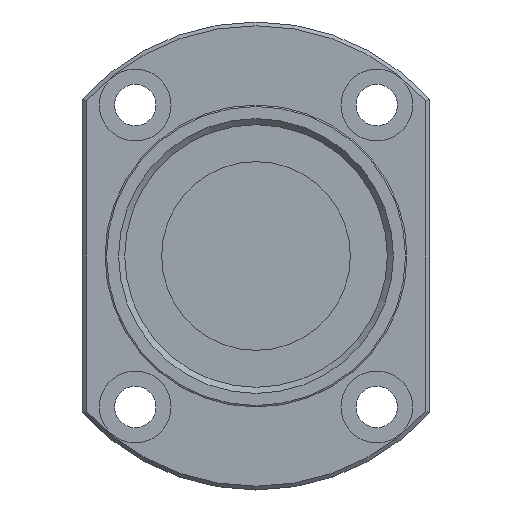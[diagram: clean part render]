
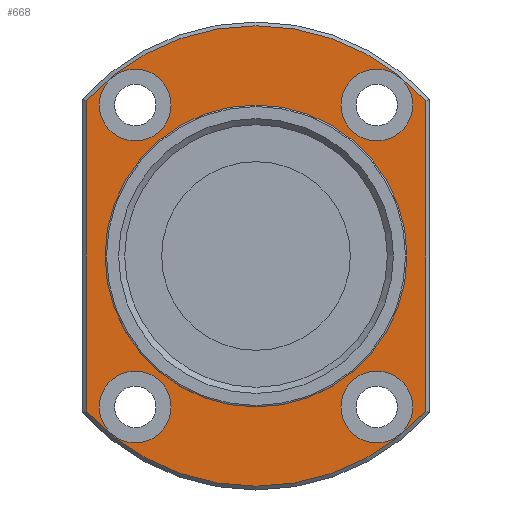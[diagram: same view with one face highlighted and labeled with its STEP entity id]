
A CAD part, front view. The second image highlights one B-rep face of the part: STEP entity #668.
In plain terms, the highlighted planar face has unit normal (0, -1, 0).
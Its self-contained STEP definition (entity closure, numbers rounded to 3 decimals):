
#177=CARTESIAN_POINT('',(-22.5,-29.5,-20.591));
#178=VERTEX_POINT('',#177);
#185=CARTESIAN_POINT('',(-22.5,-29.5,20.591));
#186=VERTEX_POINT('',#185);
#187=CARTESIAN_POINT('',(-22.5,-29.5,-20.591));
#188=DIRECTION('',(0.0,0.0,1.0));
#189=VECTOR('',#188,41.183);
#190=LINE('',#187,#189);
#191=EDGE_CURVE('',#178,#186,#190,.T.);
#209=CARTESIAN_POINT('',(22.5,-29.5,20.591));
#210=VERTEX_POINT('',#209);
#211=CARTESIAN_POINT('',(0.0,-29.5,0.0));
#212=DIRECTION('',(0.0,-1.0,0.0));
#213=DIRECTION('',(1.0,0.0,0.0));
#214=AXIS2_PLACEMENT_3D('',#211,#212,#213);
#215=CIRCLE('',#214,30.5);
#216=EDGE_CURVE('',#210,#186,#215,.T.);
#326=CARTESIAN_POINT('',(22.5,-29.5,-20.591));
#327=VERTEX_POINT('',#326);
#328=CARTESIAN_POINT('',(22.5,-29.5,20.591));
#329=DIRECTION('',(0.0,0.0,-1.0));
#330=VECTOR('',#329,41.183);
#331=LINE('',#328,#330);
#332=EDGE_CURVE('',#210,#327,#331,.T.);
#377=CARTESIAN_POINT('',(-11.25,-29.5,-20.));
#378=VERTEX_POINT('',#377);
#379=CARTESIAN_POINT('',(-16.,-29.5,-20.));
#380=DIRECTION('',(0.0,1.0,0.0));
#381=DIRECTION('',(1.0,0.0,0.0));
#382=AXIS2_PLACEMENT_3D('',#379,#380,#381);
#383=CIRCLE('',#382,4.75);
#384=EDGE_CURVE('',#378,#378,#383,.T.);
#445=CARTESIAN_POINT('',(20.75,-29.5,-20.));
#446=VERTEX_POINT('',#445);
#447=CARTESIAN_POINT('',(16.,-29.5,-20.));
#448=DIRECTION('',(0.0,1.0,0.0));
#449=DIRECTION('',(1.0,0.0,0.0));
#450=AXIS2_PLACEMENT_3D('',#447,#448,#449);
#451=CIRCLE('',#450,4.75);
#452=EDGE_CURVE('',#446,#446,#451,.T.);
#513=CARTESIAN_POINT('',(20.75,-29.5,20.));
#514=VERTEX_POINT('',#513);
#515=CARTESIAN_POINT('',(16.,-29.5,20.));
#516=DIRECTION('',(0.0,1.0,0.0));
#517=DIRECTION('',(1.0,0.0,0.0));
#518=AXIS2_PLACEMENT_3D('',#515,#516,#517);
#519=CIRCLE('',#518,4.75);
#520=EDGE_CURVE('',#514,#514,#519,.T.);
#581=CARTESIAN_POINT('',(-11.25,-29.5,20.));
#582=VERTEX_POINT('',#581);
#583=CARTESIAN_POINT('',(-16.,-29.5,20.));
#584=DIRECTION('',(0.0,1.0,0.0));
#585=DIRECTION('',(1.0,0.0,0.0));
#586=AXIS2_PLACEMENT_3D('',#583,#584,#585);
#587=CIRCLE('',#586,4.75);
#588=EDGE_CURVE('',#582,#582,#587,.T.);
#628=CARTESIAN_POINT('',(25.25,-29.5,0.0));
#629=DIRECTION('',(0.0,-1.0,0.0));
#630=DIRECTION('',(0.0,0.0,-1.0));
#631=AXIS2_PLACEMENT_3D('',#628,#629,#630);
#632=PLANE('',#631);
#633=ORIENTED_EDGE('',*,*,#191,.F.);
#634=CARTESIAN_POINT('',(0.0,-29.5,0.0));
#635=DIRECTION('',(0.0,-1.0,0.0));
#636=DIRECTION('',(1.0,0.0,0.0));
#637=AXIS2_PLACEMENT_3D('',#634,#635,#636);
#638=CIRCLE('',#637,30.5);
#639=EDGE_CURVE('',#178,#327,#638,.T.);
#640=ORIENTED_EDGE('',*,*,#639,.T.);
#641=ORIENTED_EDGE('',*,*,#332,.F.);
#642=ORIENTED_EDGE('',*,*,#216,.T.);
#643=EDGE_LOOP('',(#633,#640,#641,#642));
#644=FACE_OUTER_BOUND('',#643,.T.);
#645=ORIENTED_EDGE('',*,*,#384,.T.);
#646=EDGE_LOOP('',(#645));
#647=FACE_BOUND('',#646,.T.);
#648=ORIENTED_EDGE('',*,*,#452,.T.);
#649=EDGE_LOOP('',(#648));
#650=FACE_BOUND('',#649,.T.);
#651=ORIENTED_EDGE('',*,*,#520,.T.);
#652=EDGE_LOOP('',(#651));
#653=FACE_BOUND('',#652,.T.);
#654=ORIENTED_EDGE('',*,*,#588,.T.);
#655=EDGE_LOOP('',(#654));
#656=FACE_BOUND('',#655,.T.);
#657=CARTESIAN_POINT('',(20.,-29.5,0.0));
#658=VERTEX_POINT('',#657);
#659=CARTESIAN_POINT('',(0.0,-29.5,0.0));
#660=DIRECTION('',(0.0,-1.0,0.0));
#661=DIRECTION('',(1.0,0.0,0.0));
#662=AXIS2_PLACEMENT_3D('',#659,#660,#661);
#663=CIRCLE('',#662,20.);
#664=EDGE_CURVE('',#658,#658,#663,.T.);
#665=ORIENTED_EDGE('',*,*,#664,.F.);
#666=EDGE_LOOP('',(#665));
#667=FACE_BOUND('',#666,.T.);
#668=ADVANCED_FACE('',(#644,#647,#650,#653,#656,#667),#632,.T.);
